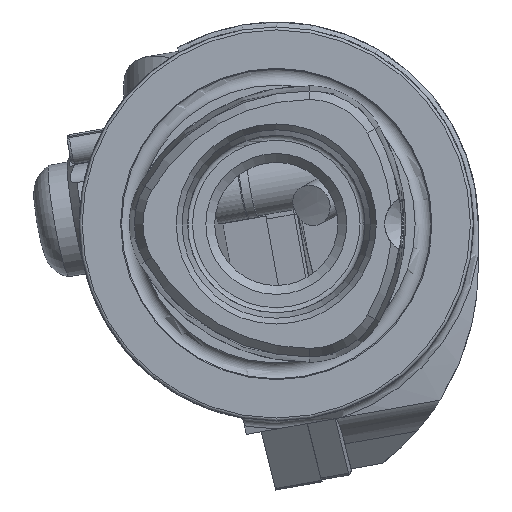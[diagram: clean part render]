
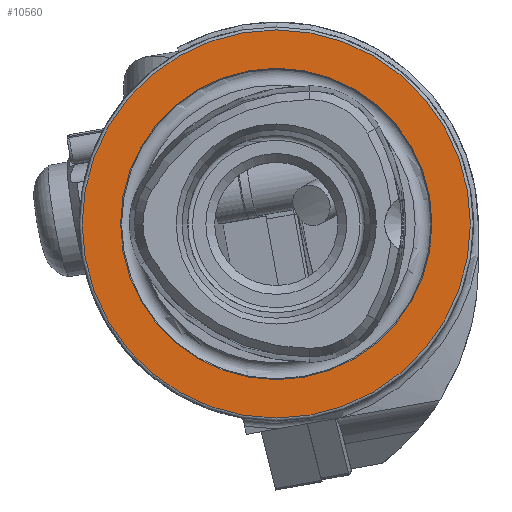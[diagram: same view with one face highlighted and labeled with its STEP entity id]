
A CAD part, left-side view. The second image highlights one B-rep face of the part: STEP entity #10560.
In plain terms, the highlighted planar face has unit normal (-1, 0, 0).
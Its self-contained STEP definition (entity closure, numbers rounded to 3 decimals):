
#2067 = FACE_BOUND ( 'NONE', #10607, .T. ) ;
#2997 = FACE_OUTER_BOUND ( 'NONE', #9291, .T. ) ;
#3668 = AXIS2_PLACEMENT_3D ( 'NONE', #6357, #7820, #3824 ) ;
#3824 = DIRECTION ( 'NONE',  ( 0., 0., -1. ) ) ;
#3881 = DIRECTION ( 'NONE',  ( -1., 0., 0. ) ) ;
#4061 = EDGE_CURVE ( 'NONE', #7708, #7708, #6297, .T. ) ;
#4115 = CIRCLE ( 'NONE', #9614, 15.8 ) ;
#4152 = CARTESIAN_POINT ( 'NONE',  ( 0., 0., 15.8 ) ) ;
#4579 = PLANE ( 'NONE',  #3668 ) ;
#5263 = EDGE_CURVE ( 'NONE', #6171, #6171, #4115, .T. ) ;
#6171 = VERTEX_POINT ( 'NONE', #4152 ) ;
#6297 = CIRCLE ( 'NONE', #10538, 19.7 ) ;
#6357 = CARTESIAN_POINT ( 'NONE',  ( 0., 15.8, 0. ) ) ;
#7362 = CARTESIAN_POINT ( 'NONE',  ( 0., 0., 19.7 ) ) ;
#7516 = ORIENTED_EDGE ( 'NONE', *, *, #4061, .T. ) ;
#7708 = VERTEX_POINT ( 'NONE', #7362 ) ;
#7820 = DIRECTION ( 'NONE',  ( 1., 0., 0. ) ) ;
#8330 = ORIENTED_EDGE ( 'NONE', *, *, #5263, .F. ) ;
#9291 = EDGE_LOOP ( 'NONE', ( #7516 ) ) ;
#9542 = DIRECTION ( 'NONE',  ( 0., 0., 1. ) ) ;
#9609 = CARTESIAN_POINT ( 'NONE',  ( 0., 0., 0. ) ) ;
#9614 = AXIS2_PLACEMENT_3D ( 'NONE', #9609, #10331, #9542 ) ;
#10331 = DIRECTION ( 'NONE',  ( -1., 0., 0. ) ) ;
#10374 = CARTESIAN_POINT ( 'NONE',  ( 0., 0., 0. ) ) ;
#10411 = DIRECTION ( 'NONE',  ( 0., 0., 1. ) ) ;
#10538 = AXIS2_PLACEMENT_3D ( 'NONE', #10374, #3881, #10411 ) ;
#10560 = ADVANCED_FACE ( 'NONE', ( #2067, #2997 ), #4579, .F. ) ;
#10607 = EDGE_LOOP ( 'NONE', ( #8330 ) ) ;
